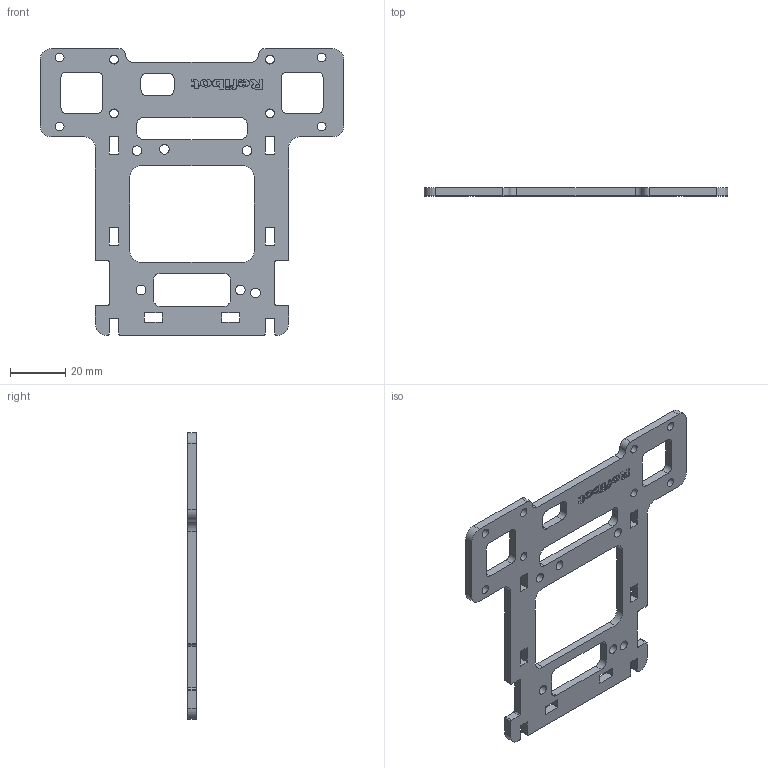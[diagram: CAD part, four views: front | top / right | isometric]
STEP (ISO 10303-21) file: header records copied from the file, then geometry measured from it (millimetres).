
FILE_DESCRIPTION(/* description */ (''),/* implementation_level */ '2;1');
FILE_NAME(/* name */ 'Top_Plate_v1.1.stp',/* time_stamp */ '2023-03-07T12:33:32+01:00',/* author */ ('Oudenas'),/* organization */ (''),/* preprocessor_version */ 'ST-DEVELOPER v17',/* originating_system */ 'Autodesk Inventor 2019',/* authorisation */ '');
FILE_SCHEMA (('AUTOMOTIVE_DESIGN { 1 0 10303 214 3 1 1 }'));
Length unit declared in the file: millimetre
Products named in the file (1): Top_Plate_v1.1
Bounding box: 110 x 3 x 104 mm (x, y, z)
Volume: 15279.6 mm3; surface area: 13857.3 mm2
Topology: 1 solids, 1 shells, 298 faces, 860 edges, 576 vertices
Faces by surface type: plane 138, cylinder 98, bspline 62
Full cylindrical faces by diameter (mm): 3.2 x8, 3.5 x6
Entity records: 10696 total; most frequent: CARTESIAN_POINT 2988, ORIENTED_EDGE 1720, DIRECTION 1385, EDGE_CURVE 860, VERTEX_POINT 576, LINE 503, VECTOR 503, AXIS2_PLACEMENT_3D 441
